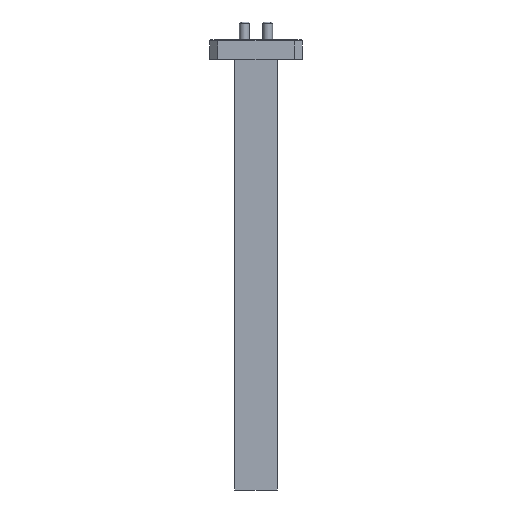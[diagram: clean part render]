
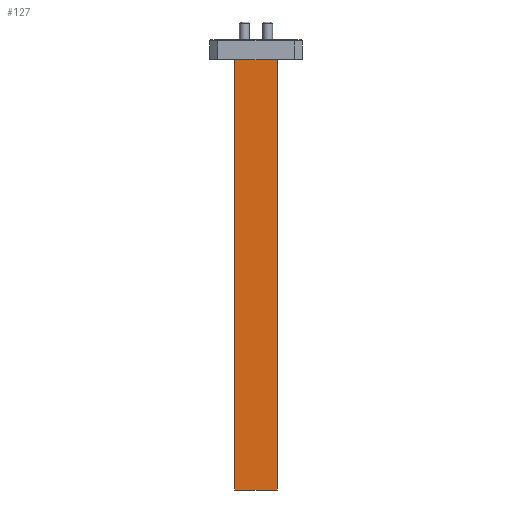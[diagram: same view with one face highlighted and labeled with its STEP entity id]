
A CAD part, front view. The second image highlights one B-rep face of the part: STEP entity #127.
In plain terms, the highlighted planar face has unit normal (0, -1, 0).
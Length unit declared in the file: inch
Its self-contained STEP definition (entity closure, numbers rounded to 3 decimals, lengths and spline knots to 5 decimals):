
#127 = ADVANCED_FACE ( 'NONE', ( #4744 ), #5613, .F. ) ;
#163 = CARTESIAN_POINT ( 'NONE',  ( 0.20315, -0.12598, -4.29134 ) ) ;
#311 = CARTESIAN_POINT ( 'NONE',  ( 0.20315, -0.12598, -4.29134 ) ) ;
#610 = VERTEX_POINT ( 'NONE', #3351 ) ;
#693 = VERTEX_POINT ( 'NONE', #163 ) ;
#716 = CARTESIAN_POINT ( 'NONE',  ( 0.20315, -0.12598, -4.29134 ) ) ;
#928 = VECTOR ( 'NONE', #1732, 39.37008 ) ;
#1076 = VECTOR ( 'NONE', #1449, 39.37008 ) ;
#1267 = CARTESIAN_POINT ( 'NONE',  ( -0.20315, -0.12598, -4.29134 ) ) ;
#1449 = DIRECTION ( 'NONE',  ( -1., 0., 0. ) ) ;
#1479 = ORIENTED_EDGE ( 'NONE', *, *, #6929, .F. ) ;
#1559 = EDGE_CURVE ( 'NONE', #693, #5985, #2119, .T. ) ;
#1602 = ORIENTED_EDGE ( 'NONE', *, *, #8378, .T. ) ;
#1732 = DIRECTION ( 'NONE',  ( 0., 0., 1. ) ) ;
#2119 = LINE ( 'NONE', #716, #1076 ) ;
#2821 = VERTEX_POINT ( 'NONE', #2990 ) ;
#2990 = CARTESIAN_POINT ( 'NONE',  ( 0.20315, -0.12598, -0.18898 ) ) ;
#2997 = CARTESIAN_POINT ( 'NONE',  ( -0.20315, -0.12598, -4.29134 ) ) ;
#3351 = CARTESIAN_POINT ( 'NONE',  ( -0.20315, -0.12598, -0.18898 ) ) ;
#3958 = VECTOR ( 'NONE', #4740, 39.37008 ) ;
#4144 = ORIENTED_EDGE ( 'NONE', *, *, #1559, .F. ) ;
#4244 = DIRECTION ( 'NONE',  ( 0., 0., 1. ) ) ;
#4705 = ORIENTED_EDGE ( 'NONE', *, *, #5527, .T. ) ;
#4740 = DIRECTION ( 'NONE',  ( -1., 0., 0. ) ) ;
#4744 = FACE_OUTER_BOUND ( 'NONE', #6820, .T. ) ;
#4966 = DIRECTION ( 'NONE',  ( 0., 0., 1. ) ) ;
#5527 = EDGE_CURVE ( 'NONE', #693, #2821, #6645, .T. ) ;
#5613 = PLANE ( 'NONE',  #5841 ) ;
#5636 = LINE ( 'NONE', #6727, #3958 ) ;
#5813 = VECTOR ( 'NONE', #4244, 39.37008 ) ;
#5841 = AXIS2_PLACEMENT_3D ( 'NONE', #311, #7638, #4966 ) ;
#5985 = VERTEX_POINT ( 'NONE', #1267 ) ;
#6645 = LINE ( 'NONE', #7802, #5813 ) ;
#6727 = CARTESIAN_POINT ( 'NONE',  ( 0.20315, -0.12598, -0.18898 ) ) ;
#6820 = EDGE_LOOP ( 'NONE', ( #1602, #1479, #4144, #4705 ) ) ;
#6929 = EDGE_CURVE ( 'NONE', #5985, #610, #8337, .T. ) ;
#7638 = DIRECTION ( 'NONE',  ( 0., 1., 0. ) ) ;
#7802 = CARTESIAN_POINT ( 'NONE',  ( 0.20315, -0.12598, -4.29134 ) ) ;
#8337 = LINE ( 'NONE', #2997, #928 ) ;
#8378 = EDGE_CURVE ( 'NONE', #2821, #610, #5636, .T. ) ;
